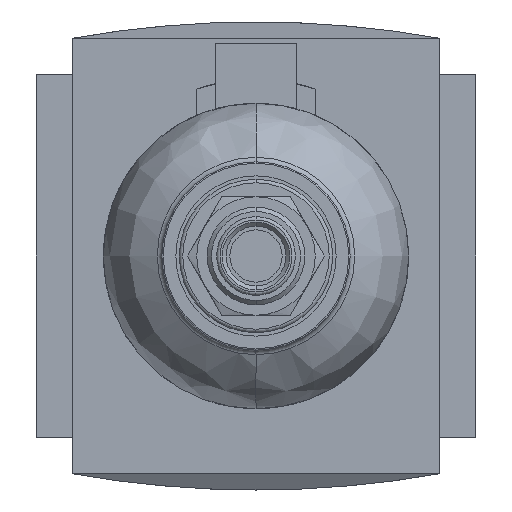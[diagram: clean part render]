
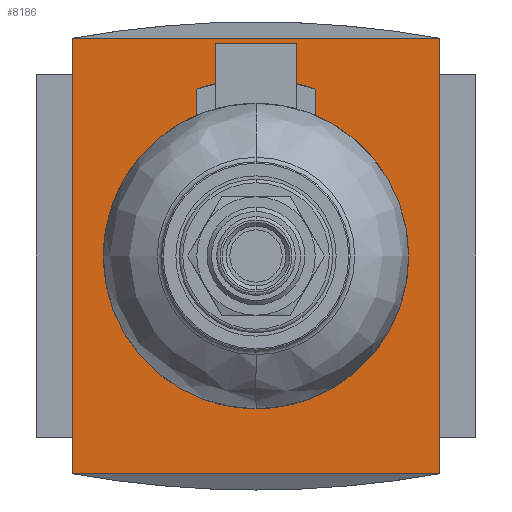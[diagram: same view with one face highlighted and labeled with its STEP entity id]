
A CAD part, front view. The second image highlights one B-rep face of the part: STEP entity #8186.
In plain terms, the highlighted planar face has unit normal (0, -1, 0).
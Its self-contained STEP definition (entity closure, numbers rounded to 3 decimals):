
#898 = EDGE_CURVE ( 'NONE', #5145, #10549, #6379, .T. ) ;
#1369 = LINE ( 'NONE', #3989, #3405 ) ;
#1497 = ORIENTED_EDGE ( 'NONE', *, *, #898, .F. ) ;
#1870 = DIRECTION ( 'NONE',  ( -1., 0., 0. ) ) ;
#2623 = VERTEX_POINT ( 'NONE', #12104 ) ;
#2783 = EDGE_CURVE ( 'NONE', #5145, #2623, #3943, .T. ) ;
#3109 = CARTESIAN_POINT ( 'NONE',  ( 0., -37.5, 116.435 ) ) ;
#3405 = VECTOR ( 'NONE', #11332, 1000. ) ;
#3618 = DIRECTION ( 'NONE',  ( 0., 0., -1. ) ) ;
#3710 = EDGE_LOOP ( 'NONE', ( #13673, #13638, #1497, #7963 ) ) ;
#3943 = LINE ( 'NONE', #9209, #8888 ) ;
#3989 = CARTESIAN_POINT ( 'NONE',  ( -26.25, -37.5, -31.25 ) ) ;
#5145 = VERTEX_POINT ( 'NONE', #13697 ) ;
#5251 = PLANE ( 'NONE',  #11075 ) ;
#5265 = LINE ( 'NONE', #7417, #10210 ) ;
#5469 = CARTESIAN_POINT ( 'NONE',  ( -26.25, -37.5, -31.25 ) ) ;
#5724 = VERTEX_POINT ( 'NONE', #5469 ) ;
#6052 = CARTESIAN_POINT ( 'NONE',  ( 26.25, -37.5, -31.25 ) ) ;
#6379 = LINE ( 'NONE', #7819, #7673 ) ;
#6870 = FACE_OUTER_BOUND ( 'NONE', #3710, .T. ) ;
#7417 = CARTESIAN_POINT ( 'NONE',  ( 0., -37.5, -31.25 ) ) ;
#7673 = VECTOR ( 'NONE', #3618, 1000. ) ;
#7819 = CARTESIAN_POINT ( 'NONE',  ( 26.25, -37.5, 31.25 ) ) ;
#7963 = ORIENTED_EDGE ( 'NONE', *, *, #2783, .T. ) ;
#8098 = EDGE_CURVE ( 'NONE', #5724, #2623, #1369, .T. ) ;
#8186 = ADVANCED_FACE ( 'NONE', ( #6870 ), #5251, .F. ) ;
#8888 = VECTOR ( 'NONE', #1870, 1000. ) ;
#9209 = CARTESIAN_POINT ( 'NONE',  ( 0., -37.5, 31.25 ) ) ;
#10210 = VECTOR ( 'NONE', #10758, 1000. ) ;
#10434 = DIRECTION ( 'NONE',  ( 0., 0., 1. ) ) ;
#10549 = VERTEX_POINT ( 'NONE', #6052 ) ;
#10758 = DIRECTION ( 'NONE',  ( 1., 0., 0. ) ) ;
#11075 = AXIS2_PLACEMENT_3D ( 'NONE', #3109, #12580, #10434 ) ;
#11332 = DIRECTION ( 'NONE',  ( 0., 0., 1. ) ) ;
#11871 = EDGE_CURVE ( 'NONE', #5724, #10549, #5265, .T. ) ;
#12104 = CARTESIAN_POINT ( 'NONE',  ( -26.25, -37.5, 31.25 ) ) ;
#12580 = DIRECTION ( 'NONE',  ( 0., 1., 0. ) ) ;
#13638 = ORIENTED_EDGE ( 'NONE', *, *, #11871, .T. ) ;
#13673 = ORIENTED_EDGE ( 'NONE', *, *, #8098, .F. ) ;
#13697 = CARTESIAN_POINT ( 'NONE',  ( 26.25, -37.5, 31.25 ) ) ;
